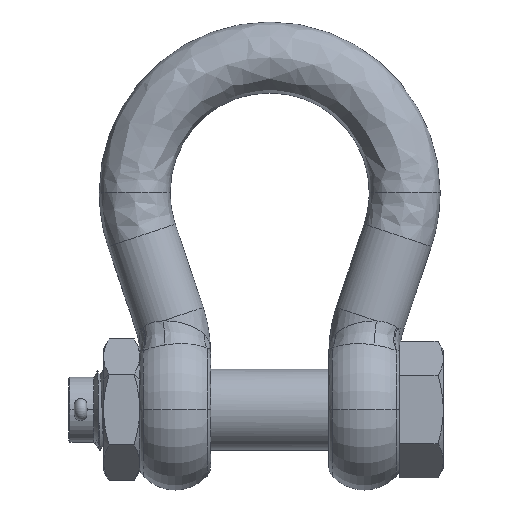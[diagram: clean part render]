
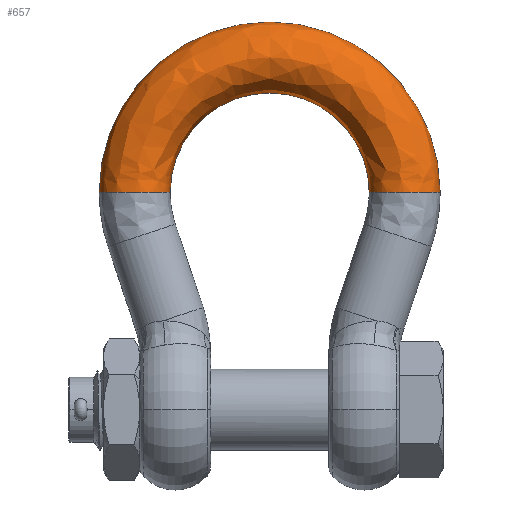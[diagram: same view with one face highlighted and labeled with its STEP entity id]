
A CAD part, top view. The second image highlights one B-rep face of the part: STEP entity #657.
In plain terms, the highlighted free-form (B-spline) face has degree [3, 3] with [4, 4] control points.
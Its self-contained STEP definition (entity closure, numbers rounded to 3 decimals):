
#657=ADVANCED_FACE('NONE',(#2037),#2038,.F.);
#2037=FACE_OUTER_BOUND('',#9341,.T.);
#2038=(B_SPLINE_SURFACE(3,3,((#9343,#9344,#9345,#9346),(#9347,#9348,#9349,#9350),(#9351,#9352,#9353,#9354),(#9355,#9356,#9357,#9358)),.UNSPECIFIED.,.F.,.F.,.F.)B_SPLINE_SURFACE_WITH_KNOTS((4,4),(4,4),(0.0,1.0),(0.0,1.0),.UNSPECIFIED.)RATIONAL_B_SPLINE_SURFACE(((1.0,0.333,0.333,1.0),(0.333,0.111,0.111,0.333),(0.333,0.111,0.111,0.333),(1.0,0.333,0.333,1.0)))BOUNDED_SURFACE()REPRESENTATION_ITEM('')GEOMETRIC_REPRESENTATION_ITEM()SURFACE());
#9341=EDGE_LOOP('',(#17742,#17743,#17744,#17745));
#9343=CARTESIAN_POINT('',(-80.0,174.5,0.));
#9344=CARTESIAN_POINT('',(-80.0,334.5,0.));
#9345=CARTESIAN_POINT('',(80.0,334.5,0.));
#9346=CARTESIAN_POINT('',(80.0,174.5,0.));
#9347=CARTESIAN_POINT('',(-80.0,174.5,57.));
#9348=CARTESIAN_POINT('',(-80.0,334.5,57.));
#9349=CARTESIAN_POINT('',(80.0,334.5,57.));
#9350=CARTESIAN_POINT('',(80.0,174.5,57.));
#9351=CARTESIAN_POINT('',(-137.0,174.5,57.0));
#9352=CARTESIAN_POINT('',(-137.0,448.5,57.0));
#9353=CARTESIAN_POINT('',(137.0,448.5,57.0));
#9354=CARTESIAN_POINT('',(137.0,174.5,57.0));
#9355=CARTESIAN_POINT('',(-137.0,174.5,0.));
#9356=CARTESIAN_POINT('',(-137.0,448.5,0.));
#9357=CARTESIAN_POINT('',(137.0,448.5,0.));
#9358=CARTESIAN_POINT('',(137.0,174.5,0.));
#17742=ORIENTED_EDGE('',*,*,#21148,.T.);
#17743=ORIENTED_EDGE('',*,*,#21149,.T.);
#17744=ORIENTED_EDGE('',*,*,#21129,.F.);
#17745=ORIENTED_EDGE('',*,*,#21150,.T.);
#21129=EDGE_CURVE('NONE',#24600,#24601,#24602,.T.);
#21148=EDGE_CURVE('NONE',#24629,#24630,#24631,.T.);
#21149=EDGE_CURVE('NONE',#24630,#24601,#24632,.T.);
#21150=EDGE_CURVE('NONE',#24600,#24629,#24633,.T.);
#24600=VERTEX_POINT('NONE',#36680);
#24601=VERTEX_POINT('NONE',#36681);
#24602=CIRCLE('',#36682,28.5);
#24629=VERTEX_POINT('NONE',#36824);
#24630=VERTEX_POINT('NONE',#36825);
#24631=CIRCLE('',#36826,28.5);
#24632=CIRCLE('',#36827,137.0);
#24633=CIRCLE('',#36828,80.0);
#36680=CARTESIAN_POINT('',(-80.,174.5,0.));
#36681=CARTESIAN_POINT('',(-137.,174.5,0.));
#36682=AXIS2_PLACEMENT_3D('',#41589,#41590,#41591);
#36824=CARTESIAN_POINT('',(80.0,174.5,0.));
#36825=CARTESIAN_POINT('',(137.0,174.5,0.));
#36826=AXIS2_PLACEMENT_3D('',#41614,#41615,#41616);
#36827=AXIS2_PLACEMENT_3D('',#41617,#41618,#41619);
#36828=AXIS2_PLACEMENT_3D('',#41620,#41621,#41622);
#41589=CARTESIAN_POINT('',(-108.5,174.5,0.));
#41590=DIRECTION('',(0.0,-1.0,0.0));
#41591=DIRECTION('',(0.0,0.0,-1.0));
#41614=CARTESIAN_POINT('',(108.5,174.5,0.));
#41615=DIRECTION('',(0.,1.0,0.));
#41616=DIRECTION('',(-1.0,0.,0.0));
#41617=CARTESIAN_POINT('',(0.0,174.5,0.));
#41618=DIRECTION('',(0.0,0.0,1.0));
#41619=DIRECTION('',(-1.0,0.0,0.0));
#41620=CARTESIAN_POINT('',(0.0,174.5,0.));
#41621=DIRECTION('',(0.0,0.0,-1.0));
#41622=DIRECTION('',(-1.0,0.0,0.0));
